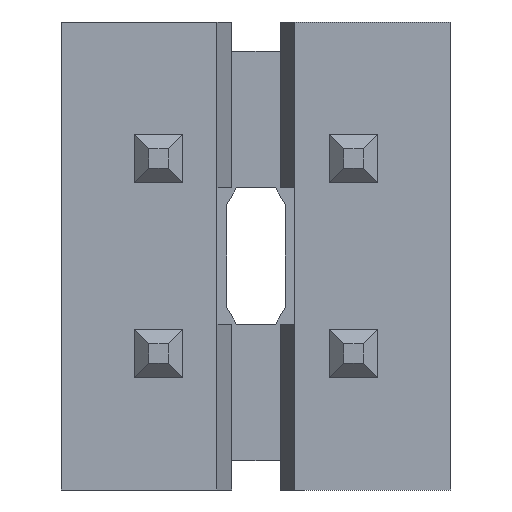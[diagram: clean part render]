
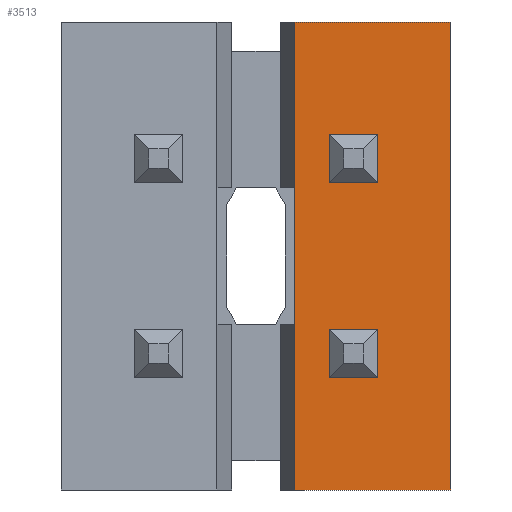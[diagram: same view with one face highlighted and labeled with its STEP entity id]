
A CAD part, front view. The second image highlights one B-rep face of the part: STEP entity #3513.
In plain terms, the highlighted face is planar.
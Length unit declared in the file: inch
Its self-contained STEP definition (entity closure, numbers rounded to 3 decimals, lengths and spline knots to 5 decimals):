
#36=FACE_BOUND('',#365,.T.);
#37=FACE_BOUND('',#366,.T.);
#172=FACE_OUTER_BOUND('',#364,.T.);
#364=EDGE_LOOP('',(#2583,#2584,#2585,#2586));
#365=EDGE_LOOP('',(#2587,#2588,#2589,#2590));
#366=EDGE_LOOP('',(#2591,#2592,#2593,#2594));
#526=LINE('',#4872,#978);
#579=LINE('',#4984,#1031);
#593=LINE('',#5012,#1045);
#650=LINE('',#5120,#1102);
#696=LINE('',#5206,#1148);
#699=LINE('',#5211,#1151);
#701=LINE('',#5215,#1153);
#702=LINE('',#5217,#1154);
#704=LINE('',#5221,#1156);
#706=LINE('',#5225,#1158);
#707=LINE('',#5227,#1159);
#708=LINE('',#5229,#1160);
#978=VECTOR('',#3936,39.37008);
#1031=VECTOR('',#4025,39.37008);
#1045=VECTOR('',#4045,39.37008);
#1102=VECTOR('',#4134,39.37008);
#1148=VECTOR('',#4216,39.37008);
#1151=VECTOR('',#4221,39.37008);
#1153=VECTOR('',#4225,39.37008);
#1154=VECTOR('',#4228,39.37008);
#1156=VECTOR('',#4232,39.37008);
#1158=VECTOR('',#4236,39.37008);
#1159=VECTOR('',#4239,39.37008);
#1160=VECTOR('',#4242,39.37008);
#1431=VERTEX_POINT('',#4869);
#1432=VERTEX_POINT('',#4871);
#1472=VERTEX_POINT('',#4981);
#1473=VERTEX_POINT('',#4983);
#1483=VERTEX_POINT('',#5009);
#1484=VERTEX_POINT('',#5011);
#1540=VERTEX_POINT('',#5203);
#1541=VERTEX_POINT('',#5205);
#1542=VERTEX_POINT('',#5209);
#1543=VERTEX_POINT('',#5213);
#1544=VERTEX_POINT('',#5219);
#1545=VERTEX_POINT('',#5223);
#1751=EDGE_CURVE('',#1432,#1431,#526,.T.);
#1807=EDGE_CURVE('',#1473,#1472,#579,.T.);
#1821=EDGE_CURVE('',#1483,#1484,#593,.T.);
#1878=EDGE_CURVE('',#1431,#1473,#650,.T.);
#1924=EDGE_CURVE('',#1540,#1541,#696,.T.);
#1927=EDGE_CURVE('',#1542,#1540,#699,.T.);
#1929=EDGE_CURVE('',#1543,#1542,#701,.T.);
#1930=EDGE_CURVE('',#1541,#1543,#702,.T.);
#1932=EDGE_CURVE('',#1544,#1483,#704,.T.);
#1934=EDGE_CURVE('',#1545,#1544,#706,.T.);
#1935=EDGE_CURVE('',#1484,#1545,#707,.T.);
#1936=EDGE_CURVE('',#1472,#1432,#708,.T.);
#2583=ORIENTED_EDGE('',*,*,#1751,.T.);
#2584=ORIENTED_EDGE('',*,*,#1878,.T.);
#2585=ORIENTED_EDGE('',*,*,#1807,.T.);
#2586=ORIENTED_EDGE('',*,*,#1936,.T.);
#2587=ORIENTED_EDGE('',*,*,#1821,.F.);
#2588=ORIENTED_EDGE('',*,*,#1932,.F.);
#2589=ORIENTED_EDGE('',*,*,#1934,.F.);
#2590=ORIENTED_EDGE('',*,*,#1935,.F.);
#2591=ORIENTED_EDGE('',*,*,#1924,.F.);
#2592=ORIENTED_EDGE('',*,*,#1927,.F.);
#2593=ORIENTED_EDGE('',*,*,#1929,.F.);
#2594=ORIENTED_EDGE('',*,*,#1930,.F.);
#3258=PLANE('',#3728);
#3513=ADVANCED_FACE('',(#172,#36,#37),#3258,.T.);
#3728=AXIS2_PLACEMENT_3D('',#5228,#4240,#4241);
#3936=DIRECTION('',(-1.,0.,0.));
#4025=DIRECTION('',(1.,0.,0.));
#4045=DIRECTION('',(-1.,0.,0.));
#4134=DIRECTION('',(0.,-1.,0.));
#4216=DIRECTION('',(-1.,0.,0.));
#4221=DIRECTION('',(0.,1.,0.));
#4225=DIRECTION('',(1.,0.,0.));
#4228=DIRECTION('',(0.,-1.,0.));
#4232=DIRECTION('',(0.,1.,0.));
#4236=DIRECTION('',(1.,0.,0.));
#4239=DIRECTION('',(0.,-1.,0.));
#4240=DIRECTION('center_axis',(0.,0.,1.));
#4241=DIRECTION('ref_axis',(1.,0.,0.));
#4242=DIRECTION('',(0.,1.,0.));
#4869=CARTESIAN_POINT('',(0.02,0.12,0.05));
#4871=CARTESIAN_POINT('',(0.1,0.12,0.05));
#4872=CARTESIAN_POINT('',(0.1,0.12,0.05));
#4981=CARTESIAN_POINT('',(0.1,-0.12,0.05));
#4983=CARTESIAN_POINT('',(0.02,-0.12,0.05));
#4984=CARTESIAN_POINT('',(-0.1,-0.12,0.05));
#5009=CARTESIAN_POINT('',(0.0625,-0.0375,0.05));
#5011=CARTESIAN_POINT('',(0.0375,-0.0375,0.05));
#5012=CARTESIAN_POINT('',(0.0625,-0.0375,0.05));
#5120=CARTESIAN_POINT('',(0.02,0.,0.05));
#5203=CARTESIAN_POINT('',(0.0625,0.0625,0.05));
#5205=CARTESIAN_POINT('',(0.0375,0.0625,0.05));
#5206=CARTESIAN_POINT('',(0.0625,0.0625,0.05));
#5209=CARTESIAN_POINT('',(0.0625,0.0375,0.05));
#5211=CARTESIAN_POINT('',(0.0625,0.0375,0.05));
#5213=CARTESIAN_POINT('',(0.0375,0.0375,0.05));
#5215=CARTESIAN_POINT('',(0.0375,0.0375,0.05));
#5217=CARTESIAN_POINT('',(0.0375,0.0625,0.05));
#5219=CARTESIAN_POINT('',(0.0625,-0.0625,0.05));
#5221=CARTESIAN_POINT('',(0.0625,-0.0625,0.05));
#5223=CARTESIAN_POINT('',(0.0375,-0.0625,0.05));
#5225=CARTESIAN_POINT('',(0.0375,-0.0625,0.05));
#5227=CARTESIAN_POINT('',(0.0375,-0.0375,0.05));
#5228=CARTESIAN_POINT('Origin',(0.,0.,0.05));
#5229=CARTESIAN_POINT('',(0.1,-0.12,0.05));
